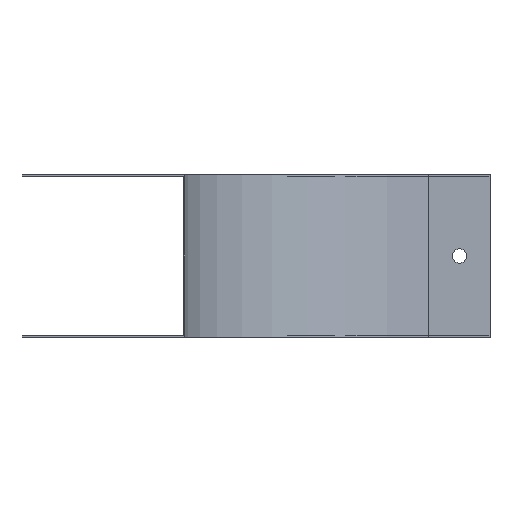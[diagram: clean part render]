
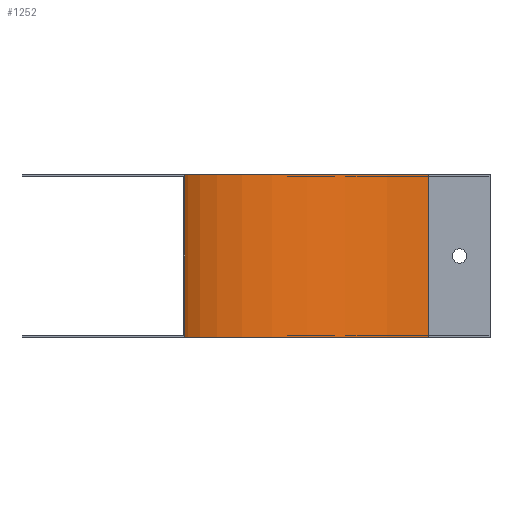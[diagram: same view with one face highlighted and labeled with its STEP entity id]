
A CAD part, front view. The second image highlights one B-rep face of the part: STEP entity #1252.
In plain terms, the highlighted cylindrical face has radius 120 mm (diameter 240 mm), a partial arc.
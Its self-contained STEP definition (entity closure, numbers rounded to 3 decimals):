
#4 = DIRECTION ( 'NONE',  ( 1., 0., 0. ) ) ;
#5 = DIRECTION ( 'NONE',  ( 0., 0., -1. ) ) ;
#7 = CARTESIAN_POINT ( 'NONE',  ( 200., 30., 0.8 ) ) ;
#13 = DIRECTION ( 'NONE',  ( 1., 0., 0. ) ) ;
#14 = DIRECTION ( 'NONE',  ( 0., 0., -1. ) ) ;
#17 = CARTESIAN_POINT ( 'NONE',  ( 200., 30., -79.2 ) ) ;
#32 = DIRECTION ( 'NONE',  ( 0., 0., -1. ) ) ;
#51 = CARTESIAN_POINT ( 'NONE',  ( 200., 150., 0.8 ) ) ;
#148 = EDGE_CURVE ( 'NONE', #1695, #1696, #592, .T. ) ;
#156 = EDGE_CURVE ( 'NONE', #1422, #1696, #598, .T. ) ;
#168 = EDGE_CURVE ( 'NONE', #1655, #1695, #603, .T. ) ;
#195 = AXIS2_PLACEMENT_3D ( 'NONE', #445, #442, #449 ) ;
#257 = AXIS2_PLACEMENT_3D ( 'NONE', #7, #5, #4 ) ;
#258 = AXIS2_PLACEMENT_3D ( 'NONE', #17, #14, #13 ) ;
#305 = ORIENTED_EDGE ( 'NONE', *, *, #168, .F. ) ;
#308 = ORIENTED_EDGE ( 'NONE', *, *, #148, .F. ) ;
#337 = ORIENTED_EDGE ( 'NONE', *, *, #156, .T. ) ;
#338 = ORIENTED_EDGE ( 'NONE', *, *, #1038, .T. ) ;
#442 = DIRECTION ( 'NONE',  ( 0., 0., -1. ) ) ;
#445 = CARTESIAN_POINT ( 'NONE',  ( 200., 30., 0.8 ) ) ;
#449 = DIRECTION ( 'NONE',  ( -1., 0., 0. ) ) ;
#592 = LINE ( 'NONE', #51, #594 ) ;
#594 = VECTOR ( 'NONE', #32, 1000. ) ;
#598 = CIRCLE ( 'NONE', #258, 120. ) ;
#603 = CIRCLE ( 'NONE', #257, 120. ) ;
#685 = LINE ( 'NONE', #1573, #688 ) ;
#688 = VECTOR ( 'NONE', #1569, 1000. ) ;
#753 = FACE_OUTER_BOUND ( 'NONE', #1273, .T. ) ;
#757 = CYLINDRICAL_SURFACE ( 'NONE', #195, 120. ) ;
#1038 = EDGE_CURVE ( 'NONE', #1655, #1422, #685, .T. ) ;
#1117 = CARTESIAN_POINT ( 'NONE',  ( 80., 30., -79.2 ) ) ;
#1129 = CARTESIAN_POINT ( 'NONE',  ( 80., 30., 0.8 ) ) ;
#1169 = CARTESIAN_POINT ( 'NONE',  ( 200., 150., 0.8 ) ) ;
#1170 = CARTESIAN_POINT ( 'NONE',  ( 200., 150., -79.2 ) ) ;
#1252 = ADVANCED_FACE ( 'NONE', ( #753 ), #757, .F. ) ;
#1273 = EDGE_LOOP ( 'NONE', ( #338, #337, #308, #305 ) ) ;
#1422 = VERTEX_POINT ( 'NONE', #1117 ) ;
#1569 = DIRECTION ( 'NONE',  ( 0., 0., -1. ) ) ;
#1573 = CARTESIAN_POINT ( 'NONE',  ( 80., 30., 0.8 ) ) ;
#1655 = VERTEX_POINT ( 'NONE', #1129 ) ;
#1695 = VERTEX_POINT ( 'NONE', #1169 ) ;
#1696 = VERTEX_POINT ( 'NONE', #1170 ) ;
